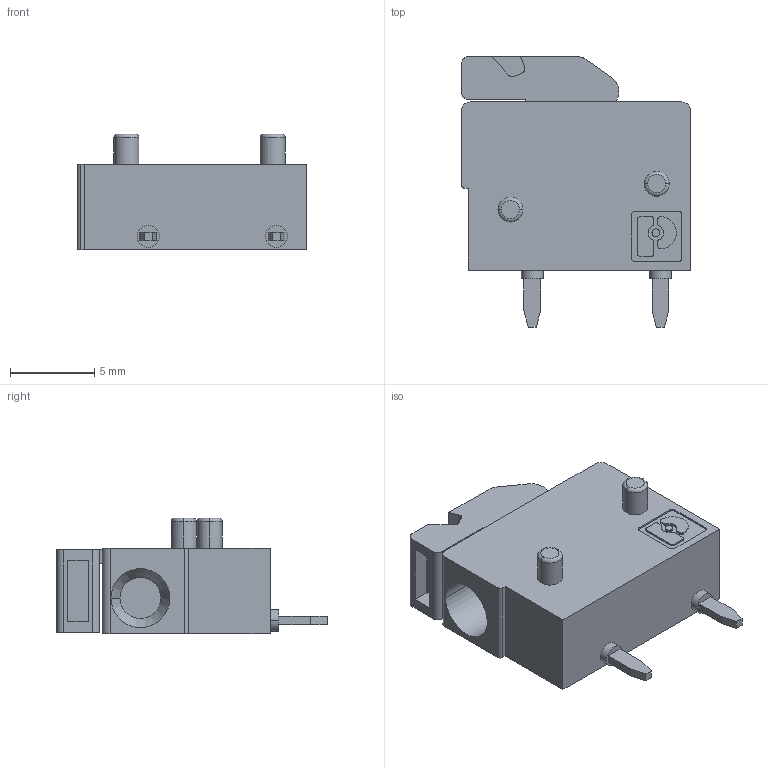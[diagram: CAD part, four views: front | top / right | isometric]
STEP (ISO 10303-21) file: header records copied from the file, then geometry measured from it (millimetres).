
FILE_DESCRIPTION(('STEP AP214'),'1');
FILE_NAME('1790335.stp','2015-09-14T18:12:06',('TraceParts'),('TraceParts S.A.'),'Spatial InterOp 3D',' ',' ');
FILE_SCHEMA(('automotive_design'));
Length unit declared in the file: millimetre
Products named in the file (1): ffkds-h1-5.08|1#ffkds-h1-5.08;ffkds-h1-5.08
Bounding box: 13.6 x 16.1 x 6.88 mm (x, y, z)
Volume: 702.7 mm3; surface area: 742.5 mm2
Topology: 1 solids, 1 shells, 128 faces, 319 edges, 210 vertices
Faces by surface type: plane 67, cylinder 51, torus 8, cone 2
Entity records: 4890 total; most frequent: DIRECTION 700, CARTESIAN_POINT 658, ORIENTED_EDGE 638, EDGE_CURVE 319, AXIS2_PLACEMENT_3D 252, VERTEX_POINT 210, LINE 196, VECTOR 196
